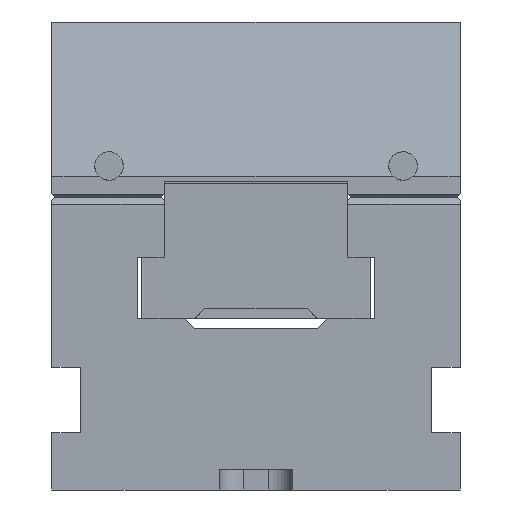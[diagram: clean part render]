
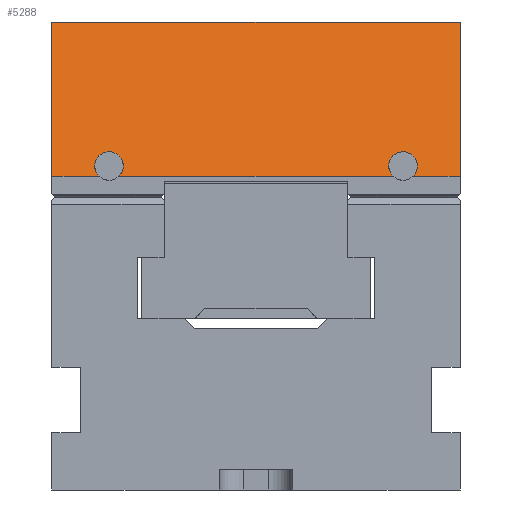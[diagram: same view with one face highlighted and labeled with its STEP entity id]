
A CAD part, front view. The second image highlights one B-rep face of the part: STEP entity #5288.
In plain terms, the highlighted face is planar.
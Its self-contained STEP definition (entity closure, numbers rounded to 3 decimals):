
#5288 = ADVANCED_FACE( '', ( #11136 ), #11137, .F. );
#11136 = FACE_OUTER_BOUND( '', #17517, .T. );
#11137 = PLANE( '', #17518 );
#17517 = EDGE_LOOP( '', ( #33277, #33278, #33279, #33280, #33281, #33282, #33283, #33284 ) );
#17518 = AXIS2_PLACEMENT_3D( '', #33285, #33286, #33287 );
#33277 = ORIENTED_EDGE( '', *, *, #45129, .T. );
#33278 = ORIENTED_EDGE( '', *, *, #45130, .T. );
#33279 = ORIENTED_EDGE( '', *, *, #45131, .T. );
#33280 = ORIENTED_EDGE( '', *, *, #41911, .T. );
#33281 = ORIENTED_EDGE( '', *, *, #44413, .F. );
#33282 = ORIENTED_EDGE( '', *, *, #42660, .F. );
#33283 = ORIENTED_EDGE( '', *, *, #45132, .T. );
#33284 = ORIENTED_EDGE( '', *, *, #40715, .T. );
#33285 = CARTESIAN_POINT( '', ( 49.975, 13.866, 43. ) );
#33286 = DIRECTION( '', ( 0., -0.966, -0.259 ) );
#33287 = DIRECTION( '', ( 0., 0.259, -0.966 ) );
#40715 = EDGE_CURVE( '', #49995, #49996, #49997, .T. );
#41911 = EDGE_CURVE( '', #51969, #51967, #51970, .T. );
#42660 = EDGE_CURVE( '', #53096, #53098, #53099, .T. );
#44413 = EDGE_CURVE( '', #53098, #51967, #55577, .T. );
#45129 = EDGE_CURVE( '', #49996, #56462, #56463, .T. );
#45130 = EDGE_CURVE( '', #56462, #56464, #56465, .T. );
#45131 = EDGE_CURVE( '', #56464, #51969, #56466, .T. );
#45132 = EDGE_CURVE( '', #53096, #49995, #56467, .T. );
#49995 = VERTEX_POINT( '', #63077 );
#49996 = VERTEX_POINT( '', #63078 );
#49997 = ELLIPSE( '', #63079, 3.623, 3.5 );
#51967 = VERTEX_POINT( '', #66051 );
#51969 = VERTEX_POINT( '', #66054 );
#51970 = LINE( '', #66055, #66056 );
#53096 = VERTEX_POINT( '', #67689 );
#53098 = VERTEX_POINT( '', #67692 );
#53099 = LINE( '', #67693, #67694 );
#55577 = LINE( '', #71444, #71445 );
#56462 = VERTEX_POINT( '', #72828 );
#56463 = LINE( '', #72829, #72830 );
#56464 = VERTEX_POINT( '', #72831 );
#56465 = ELLIPSE( '', #72832, 3.623, 3.5 );
#56466 = LINE( '', #72833, #72834 );
#56467 = LINE( '', #72835, #72836 );
#63077 = CARTESIAN_POINT( '', ( 38.376, 24., 5.18 ) );
#63078 = CARTESIAN_POINT( '', ( 33.624, 24., 5.18 ) );
#63079 = AXIS2_PLACEMENT_3D( '', #76170, #76171, #76172 );
#66051 = CARTESIAN_POINT( '', ( -49.975, 13.866, 43. ) );
#66054 = CARTESIAN_POINT( '', ( -49.975, 24., 5.18 ) );
#66055 = CARTESIAN_POINT( '', ( -49.975, 13.866, 43. ) );
#66056 = VECTOR( '', #77275, 1000. );
#67689 = CARTESIAN_POINT( '', ( 49.975, 24., 5.18 ) );
#67692 = CARTESIAN_POINT( '', ( 49.975, 13.866, 43. ) );
#67693 = CARTESIAN_POINT( '', ( 49.975, 13.866, 43. ) );
#67694 = VECTOR( '', #77898, 1000. );
#71444 = CARTESIAN_POINT( '', ( 49.975, 13.866, 43. ) );
#71445 = VECTOR( '', #79327, 1000. );
#72828 = CARTESIAN_POINT( '', ( -33.624, 24., 5.18 ) );
#72829 = CARTESIAN_POINT( '', ( 49.975, 24., 5.18 ) );
#72830 = VECTOR( '', #79877, 1000. );
#72831 = CARTESIAN_POINT( '', ( -38.376, 24., 5.18 ) );
#72832 = AXIS2_PLACEMENT_3D( '', #79878, #79879, #79880 );
#72833 = CARTESIAN_POINT( '', ( 49.975, 24., 5.18 ) );
#72834 = VECTOR( '', #79881, 1000. );
#72835 = CARTESIAN_POINT( '', ( 49.975, 24., 5.18 ) );
#72836 = VECTOR( '', #79882, 1000. );
#76170 = CARTESIAN_POINT( '', ( 36., 23.311, 7.75 ) );
#76171 = DIRECTION( '', ( 0., -0.966, -0.259 ) );
#76172 = DIRECTION( '', ( 0., 0.259, -0.966 ) );
#77275 = DIRECTION( '', ( 0., -0.259, 0.966 ) );
#77898 = DIRECTION( '', ( 0., -0.259, 0.966 ) );
#79327 = DIRECTION( '', ( -1., 0., 0. ) );
#79877 = DIRECTION( '', ( -1., 0., 0. ) );
#79878 = CARTESIAN_POINT( '', ( -36., 23.311, 7.75 ) );
#79879 = DIRECTION( '', ( 0., -0.966, -0.259 ) );
#79880 = DIRECTION( '', ( 0., 0.259, -0.966 ) );
#79881 = DIRECTION( '', ( -1., 0., 0. ) );
#79882 = DIRECTION( '', ( -1., 0., 0. ) );
